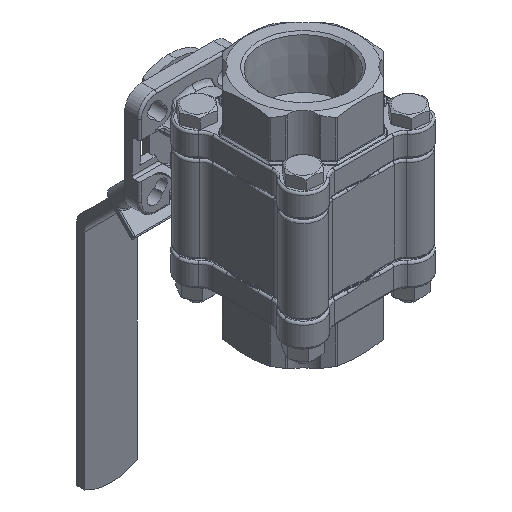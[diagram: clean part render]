
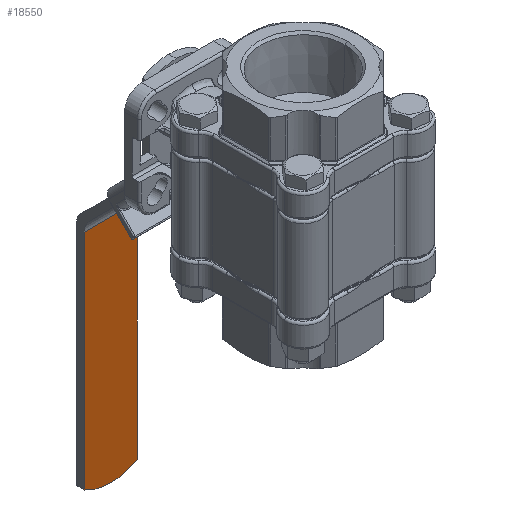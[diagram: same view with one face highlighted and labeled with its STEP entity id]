
A CAD part, isometric view. The second image highlights one B-rep face of the part: STEP entity #18550.
In plain terms, the highlighted planar face has unit normal (0, -1, 0).
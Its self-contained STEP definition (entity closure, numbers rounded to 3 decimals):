
#7228 = DIRECTION ( 'NONE',  ( -1., 0., 0. ) ) ;
#7229 = DIRECTION ( 'NONE',  ( 0., -1., 0. ) ) ;
#7230 = CARTESIAN_POINT ( 'NONE',  ( 138., 29.1, 0. ) ) ;
#7231 = AXIS2_PLACEMENT_3D ( 'NONE', #7230, #7229, #7228 ) ;
#7232 = CIRCLE ( 'NONE', #7231, 25. ) ;
#7286 = DIRECTION ( 'NONE',  ( -1., 0., 0. ) ) ;
#7287 = DIRECTION ( 'NONE',  ( 0., 1., 0. ) ) ;
#7303 = FACE_OUTER_BOUND ( 'NONE', #18431, .T. ) ;
#7337 = PLANE ( 'NONE',  #7339 ) ;
#7338 = CARTESIAN_POINT ( 'NONE',  ( 163., 29.1, 12.5 ) ) ;
#7339 = AXIS2_PLACEMENT_3D ( 'NONE', #7338, #7287, #7286 ) ;
#7359 = DIRECTION ( 'NONE',  ( 0., 0., -1. ) ) ;
#7360 = VECTOR ( 'NONE', #7359, 1000. ) ;
#7361 = CARTESIAN_POINT ( 'NONE',  ( 54.214, 29.1, 12.5 ) ) ;
#7362 = LINE ( 'NONE', #7361, #7360 ) ;
#14548 = CARTESIAN_POINT ( 'NONE',  ( 54.214, 29.1, 12.5 ) ) ;
#14549 = CARTESIAN_POINT ( 'NONE',  ( 159.651, 29.1, 12.5 ) ) ;
#14777 = DIRECTION ( 'NONE',  ( 1., 0., 0. ) ) ;
#14778 = VECTOR ( 'NONE', #14777, 1000. ) ;
#14779 = CARTESIAN_POINT ( 'NONE',  ( 163., 29.1, 12.5 ) ) ;
#14780 = LINE ( 'NONE', #14779, #14778 ) ;
#14834 = CARTESIAN_POINT ( 'NONE',  ( 159.651, 29.1, -12.5 ) ) ;
#14835 = CARTESIAN_POINT ( 'NONE',  ( 54.214, 29.1, -12.5 ) ) ;
#14852 = DIRECTION ( 'NONE',  ( 1., 0., 0. ) ) ;
#14853 = VECTOR ( 'NONE', #14852, 1000. ) ;
#14854 = CARTESIAN_POINT ( 'NONE',  ( 163., 29.1, -12.5 ) ) ;
#14855 = LINE ( 'NONE', #14854, #14853 ) ;
#18261 = VERTEX_POINT ( 'NONE', #14549 ) ;
#18263 = VERTEX_POINT ( 'NONE', #14548 ) ;
#18270 = EDGE_CURVE ( 'NONE', #18282, #18313, #14855, .T. ) ;
#18282 = VERTEX_POINT ( 'NONE', #14835 ) ;
#18313 = VERTEX_POINT ( 'NONE', #14834 ) ;
#18328 = EDGE_CURVE ( 'NONE', #18263, #18261, #14780, .T. ) ;
#18431 = EDGE_LOOP ( 'NONE', ( #18432, #18558, #18584, #18448 ) ) ;
#18432 = ORIENTED_EDGE ( 'NONE', *, *, #18270, .T. ) ;
#18448 = ORIENTED_EDGE ( 'NONE', *, *, #18591, .T. ) ;
#18550 = ADVANCED_FACE ( 'NONE', ( #7303 ), #7337, .F. ) ;
#18558 = ORIENTED_EDGE ( 'NONE', *, *, #18559, .T. ) ;
#18559 = EDGE_CURVE ( 'NONE', #18313, #18261, #7232, .T. ) ;
#18584 = ORIENTED_EDGE ( 'NONE', *, *, #18328, .F. ) ;
#18591 = EDGE_CURVE ( 'NONE', #18263, #18282, #7362, .T. ) ;
